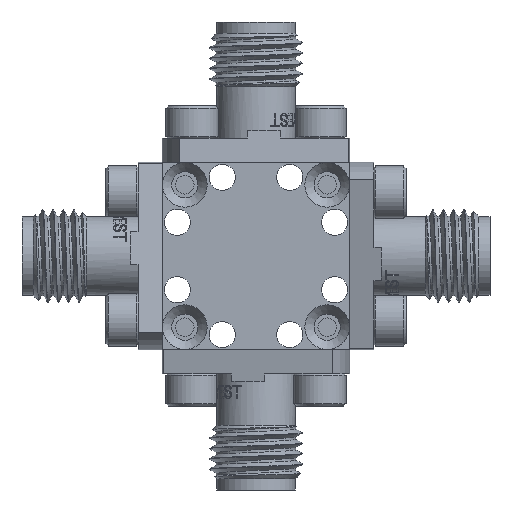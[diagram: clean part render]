
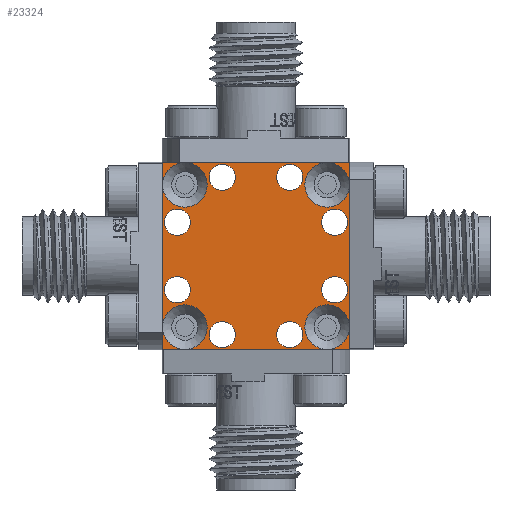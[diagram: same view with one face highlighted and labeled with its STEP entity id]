
A CAD part, left-side view. The second image highlights one B-rep face of the part: STEP entity #23324.
In plain terms, the highlighted face is planar.
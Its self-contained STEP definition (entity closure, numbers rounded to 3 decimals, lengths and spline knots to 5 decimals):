
#460=FACE_BOUND('',#8122,.T.);
#461=FACE_BOUND('',#8123,.T.);
#462=FACE_BOUND('',#8124,.T.);
#463=FACE_BOUND('',#8125,.T.);
#464=FACE_BOUND('',#8126,.T.);
#465=FACE_BOUND('',#8127,.T.);
#466=FACE_BOUND('',#8128,.T.);
#467=FACE_BOUND('',#8129,.T.);
#468=FACE_BOUND('',#8130,.T.);
#469=FACE_BOUND('',#8131,.T.);
#470=FACE_BOUND('',#8132,.T.);
#471=FACE_BOUND('',#8133,.T.);
#858=LINE('',#37810,#2792);
#862=LINE('',#37818,#2796);
#865=LINE('',#37824,#2799);
#868=LINE('',#37829,#2802);
#2792=VECTOR('',#26367,0.3937);
#2796=VECTOR('',#26373,0.3937);
#2799=VECTOR('',#26378,0.3937);
#2802=VECTOR('',#26383,0.3937);
#6768=FACE_OUTER_BOUND('',#8121,.T.);
#8121=EDGE_LOOP('',(#16920,#16921,#16922,#16923));
#8122=EDGE_LOOP('',(#16924));
#8123=EDGE_LOOP('',(#16925));
#8124=EDGE_LOOP('',(#16926));
#8125=EDGE_LOOP('',(#16927));
#8126=EDGE_LOOP('',(#16928));
#8127=EDGE_LOOP('',(#16929));
#8128=EDGE_LOOP('',(#16930));
#8129=EDGE_LOOP('',(#16931));
#8130=EDGE_LOOP('',(#16932));
#8131=EDGE_LOOP('',(#16933));
#8132=EDGE_LOOP('',(#16934));
#8133=EDGE_LOOP('',(#16935));
#9320=CIRCLE('',#24730,0.035);
#9322=CIRCLE('',#24733,0.035);
#9324=CIRCLE('',#24736,0.035);
#9326=CIRCLE('',#24739,0.035);
#9328=CIRCLE('',#24742,0.035);
#9330=CIRCLE('',#24745,0.035);
#9332=CIRCLE('',#24748,0.035);
#9334=CIRCLE('',#24751,0.035);
#9336=CIRCLE('',#24754,0.0595);
#9339=CIRCLE('',#24759,0.0595);
#9342=CIRCLE('',#24764,0.0595);
#9345=CIRCLE('',#24769,0.0595);
#9861=VERTEX_POINT('',#37720);
#9863=VERTEX_POINT('',#37726);
#9865=VERTEX_POINT('',#37732);
#9867=VERTEX_POINT('',#37738);
#9869=VERTEX_POINT('',#37744);
#9871=VERTEX_POINT('',#37750);
#9873=VERTEX_POINT('',#37756);
#9875=VERTEX_POINT('',#37762);
#9877=VERTEX_POINT('',#37768);
#9880=VERTEX_POINT('',#37778);
#9883=VERTEX_POINT('',#37788);
#9886=VERTEX_POINT('',#37798);
#9889=VERTEX_POINT('',#37808);
#9890=VERTEX_POINT('',#37809);
#9893=VERTEX_POINT('',#37817);
#9895=VERTEX_POINT('',#37823);
#12497=EDGE_CURVE('',#9861,#9861,#9320,.T.);
#12500=EDGE_CURVE('',#9863,#9863,#9322,.T.);
#12503=EDGE_CURVE('',#9865,#9865,#9324,.T.);
#12506=EDGE_CURVE('',#9867,#9867,#9326,.T.);
#12509=EDGE_CURVE('',#9869,#9869,#9328,.T.);
#12512=EDGE_CURVE('',#9871,#9871,#9330,.T.);
#12515=EDGE_CURVE('',#9873,#9873,#9332,.T.);
#12518=EDGE_CURVE('',#9875,#9875,#9334,.T.);
#12521=EDGE_CURVE('',#9877,#9877,#9336,.T.);
#12526=EDGE_CURVE('',#9880,#9880,#9339,.T.);
#12531=EDGE_CURVE('',#9883,#9883,#9342,.T.);
#12536=EDGE_CURVE('',#9886,#9886,#9345,.T.);
#12541=EDGE_CURVE('',#9889,#9890,#858,.T.);
#12545=EDGE_CURVE('',#9890,#9893,#862,.T.);
#12548=EDGE_CURVE('',#9893,#9895,#865,.T.);
#12551=EDGE_CURVE('',#9895,#9889,#868,.T.);
#16920=ORIENTED_EDGE('',*,*,#12551,.T.);
#16921=ORIENTED_EDGE('',*,*,#12541,.T.);
#16922=ORIENTED_EDGE('',*,*,#12545,.T.);
#16923=ORIENTED_EDGE('',*,*,#12548,.T.);
#16924=ORIENTED_EDGE('',*,*,#12497,.T.);
#16925=ORIENTED_EDGE('',*,*,#12500,.T.);
#16926=ORIENTED_EDGE('',*,*,#12503,.T.);
#16927=ORIENTED_EDGE('',*,*,#12506,.T.);
#16928=ORIENTED_EDGE('',*,*,#12509,.T.);
#16929=ORIENTED_EDGE('',*,*,#12512,.T.);
#16930=ORIENTED_EDGE('',*,*,#12515,.T.);
#16931=ORIENTED_EDGE('',*,*,#12518,.T.);
#16932=ORIENTED_EDGE('',*,*,#12521,.T.);
#16933=ORIENTED_EDGE('',*,*,#12526,.T.);
#16934=ORIENTED_EDGE('',*,*,#12531,.T.);
#16935=ORIENTED_EDGE('',*,*,#12536,.T.);
#22639=PLANE('',#24778);
#23324=ADVANCED_FACE('',(#6768,#460,#461,#462,#463,#464,#465,#466,#467,
#468,#469,#470,#471),#22639,.F.);
#24730=AXIS2_PLACEMENT_3D('',#37721,#26263,#26264);
#24733=AXIS2_PLACEMENT_3D('',#37727,#26270,#26271);
#24736=AXIS2_PLACEMENT_3D('',#37733,#26277,#26278);
#24739=AXIS2_PLACEMENT_3D('',#37739,#26284,#26285);
#24742=AXIS2_PLACEMENT_3D('',#37745,#26291,#26292);
#24745=AXIS2_PLACEMENT_3D('',#37751,#26298,#26299);
#24748=AXIS2_PLACEMENT_3D('',#37757,#26305,#26306);
#24751=AXIS2_PLACEMENT_3D('',#37763,#26312,#26313);
#24754=AXIS2_PLACEMENT_3D('',#37769,#26319,#26320);
#24759=AXIS2_PLACEMENT_3D('',#37779,#26331,#26332);
#24764=AXIS2_PLACEMENT_3D('',#37789,#26343,#26344);
#24769=AXIS2_PLACEMENT_3D('',#37799,#26355,#26356);
#24778=AXIS2_PLACEMENT_3D('',#37832,#26387,#26388);
#26263=DIRECTION('center_axis',(0.,1.,0.));
#26264=DIRECTION('ref_axis',(0.,0.,-1.));
#26270=DIRECTION('center_axis',(0.,1.,0.));
#26271=DIRECTION('ref_axis',(0.,0.,-1.));
#26277=DIRECTION('center_axis',(0.,1.,0.));
#26278=DIRECTION('ref_axis',(0.,0.,-1.));
#26284=DIRECTION('center_axis',(0.,1.,0.));
#26285=DIRECTION('ref_axis',(0.,0.,-1.));
#26291=DIRECTION('center_axis',(0.,1.,0.));
#26292=DIRECTION('ref_axis',(0.,0.,-1.));
#26298=DIRECTION('center_axis',(0.,1.,0.));
#26299=DIRECTION('ref_axis',(0.,0.,-1.));
#26305=DIRECTION('center_axis',(0.,1.,0.));
#26306=DIRECTION('ref_axis',(0.,0.,-1.));
#26312=DIRECTION('center_axis',(0.,1.,0.));
#26313=DIRECTION('ref_axis',(0.,0.,-1.));
#26319=DIRECTION('center_axis',(0.,1.,0.));
#26320=DIRECTION('ref_axis',(0.,0.,-1.));
#26331=DIRECTION('center_axis',(0.,1.,0.));
#26332=DIRECTION('ref_axis',(0.,0.,-1.));
#26343=DIRECTION('center_axis',(0.,1.,0.));
#26344=DIRECTION('ref_axis',(0.,0.,-1.));
#26355=DIRECTION('center_axis',(0.,1.,0.));
#26356=DIRECTION('ref_axis',(0.,0.,-1.));
#26367=DIRECTION('',(0.,0.,-1.));
#26373=DIRECTION('',(1.,0.,0.));
#26378=DIRECTION('',(0.,0.,1.));
#26383=DIRECTION('',(-1.,0.,0.));
#26387=DIRECTION('center_axis',(0.,1.,0.));
#26388=DIRECTION('ref_axis',(1.,0.,0.));
#37720=CARTESIAN_POINT('',(-0.21,0.,0.125));
#37721=CARTESIAN_POINT('Origin',(-0.21,0.,0.09));
#37726=CARTESIAN_POINT('',(-0.21,0.,-0.055));
#37727=CARTESIAN_POINT('Origin',(-0.21,0.,-0.09));
#37732=CARTESIAN_POINT('',(-0.09,0.,-0.175));
#37733=CARTESIAN_POINT('Origin',(-0.09,0.,-0.21));
#37738=CARTESIAN_POINT('',(0.09,0.,-0.175));
#37739=CARTESIAN_POINT('Origin',(0.09,0.,-0.21));
#37744=CARTESIAN_POINT('',(0.21,0.,-0.055));
#37745=CARTESIAN_POINT('Origin',(0.21,0.,-0.09));
#37750=CARTESIAN_POINT('',(0.21,0.,0.125));
#37751=CARTESIAN_POINT('Origin',(0.21,0.,0.09));
#37756=CARTESIAN_POINT('',(0.09,0.,0.245));
#37757=CARTESIAN_POINT('Origin',(0.09,0.,0.21));
#37762=CARTESIAN_POINT('',(-0.09,0.,0.245));
#37763=CARTESIAN_POINT('Origin',(-0.09,0.,0.21));
#37768=CARTESIAN_POINT('',(0.19,0.,-0.1305));
#37769=CARTESIAN_POINT('Origin',(0.19,0.,-0.19));
#37778=CARTESIAN_POINT('',(-0.19,0.,-0.1305));
#37779=CARTESIAN_POINT('Origin',(-0.19,0.,-0.19));
#37788=CARTESIAN_POINT('',(-0.19,0.,0.2495));
#37789=CARTESIAN_POINT('Origin',(-0.19,0.,0.19));
#37798=CARTESIAN_POINT('',(0.19,0.,0.2495));
#37799=CARTESIAN_POINT('Origin',(0.19,0.,0.19));
#37808=CARTESIAN_POINT('',(-0.25,0.,0.25));
#37809=CARTESIAN_POINT('',(-0.25,0.,-0.25));
#37810=CARTESIAN_POINT('',(-0.25,0.,0.25));
#37817=CARTESIAN_POINT('',(0.25,0.,-0.25));
#37818=CARTESIAN_POINT('',(-0.25,0.,-0.25));
#37823=CARTESIAN_POINT('',(0.25,0.,0.25));
#37824=CARTESIAN_POINT('',(0.25,0.,-0.25));
#37829=CARTESIAN_POINT('',(0.25,0.,0.25));
#37832=CARTESIAN_POINT('Origin',(0.,0.,0.));
